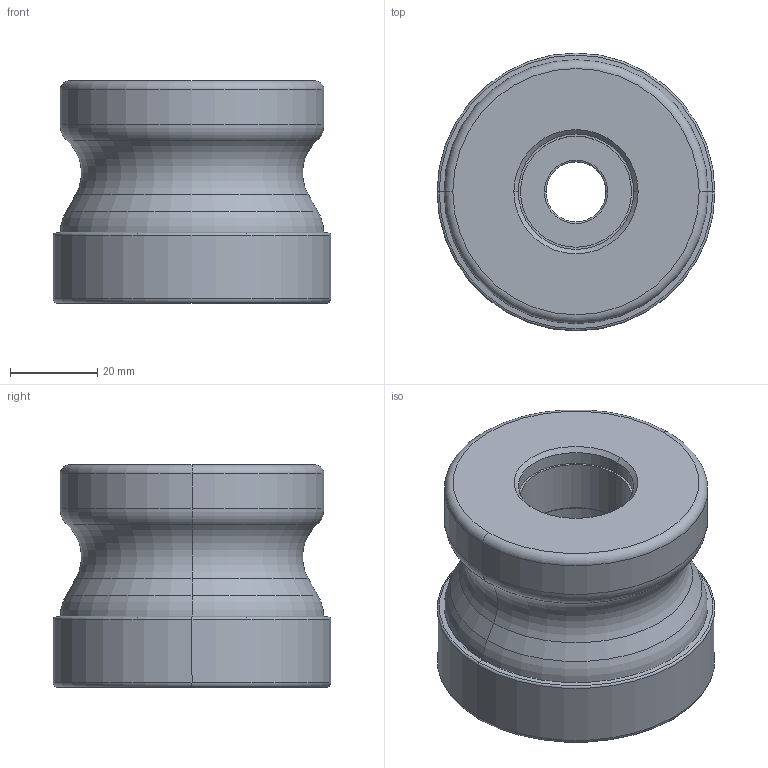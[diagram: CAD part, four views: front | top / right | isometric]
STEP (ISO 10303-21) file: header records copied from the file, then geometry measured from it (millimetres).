
FILE_DESCRIPTION(/* description */ (''),/* implementation_level */ '2;1');
FILE_NAME(/* name */ 'APX4000UR2505CA_IR0_039.stp',/* time_stamp */ '2021-09-08T11:43:08+09:00',/* author */ (''),/* organization */ (''),/* preprocessor_version */ 'ST-DEVELOPER v16',/* originating_system */ 'SIEMENS PLM Software NX 10.0',/* authorisation */ '');
FILE_SCHEMA (('AUTOMOTIVE_DESIGN { 1 0 10303 214 3 1 1 1 }'));
Length unit declared in the file: millimetre
Products named in the file (1): APX4000UR2505CA_IR0_039_ASM
Bounding box: 63.5 x 63.5 x 50.8 mm (x, y, z)
Volume: 135156.1 mm3; surface area: 26766.4 mm2
Topology: 2 solids, 2 shells, 88 faces, 199 edges, 135 vertices
Faces by surface type: torus 34, cone 30, cylinder 16, plane 6, bspline 2
Entity records: 2684 total; most frequent: DIRECTION 537, CARTESIAN_POINT 462, ORIENTED_EDGE 368, AXIS2_PLACEMENT_3D 242, EDGE_CURVE 184, CIRCLE 145, VERTEX_POINT 102, EDGE_LOOP 94
